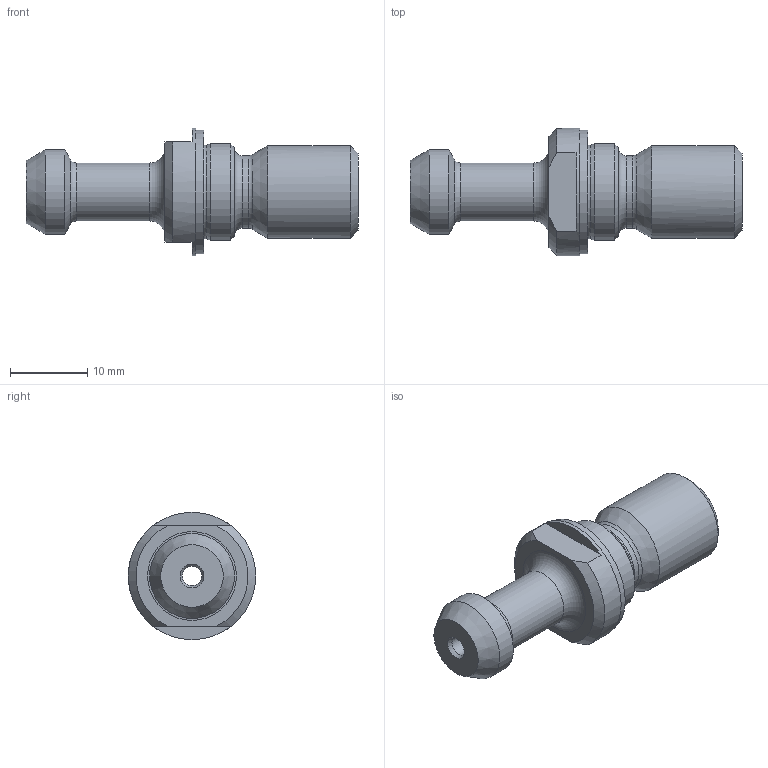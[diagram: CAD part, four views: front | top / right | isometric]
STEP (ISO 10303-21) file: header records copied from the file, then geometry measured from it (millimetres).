
FILE_DESCRIPTION(/* description */ ('ENG-086983'),/* implementation_level */ '2;1');
FILE_NAME(/* name */ '00903006_IKBrother_-.stp',/* time_stamp */ '2021-04-28T13:49:12+02:00',/* author */ ('Ang'),/* organization */ (''),/* preprocessor_version */ 'ST-DEVELOPER v17.2',/* originating_system */ 'Autodesk Inventor 2019',/* authorisation */ '');
FILE_SCHEMA (('AUTOMOTIVE_DESIGN { 1 0 10303 214 3 1 1 }'));
Length unit declared in the file: millimetre
Products named in the file (1): 00903006_IKBrother
Bounding box: 43 x 16.5 x 16.5 mm (x, y, z)
Volume: 3919 mm3; surface area: 2237.8 mm2
Topology: 1 solids, 1 shells, 34 faces, 91 edges, 63 vertices
Faces by surface type: cone 11, plane 10, cylinder 8, torus 5
Full cylindrical faces by diameter (mm): 2.5 x1, 7.5 x1, 9.4 x1, 11 x1, 12 x1, 12.5 x1, 16 x1, 16.5 x1
Entity records: 1154 total; most frequent: DIRECTION 219, CARTESIAN_POINT 197, ORIENTED_EDGE 182, AXIS2_PLACEMENT_3D 97, EDGE_CURVE 91, VERTEX_POINT 63, CIRCLE 62, EDGE_LOOP 40
